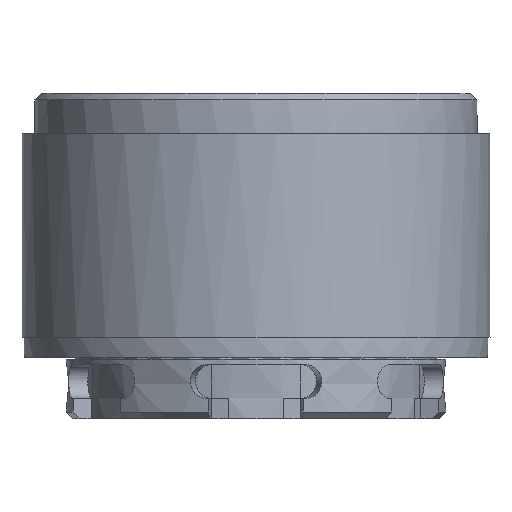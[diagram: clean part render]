
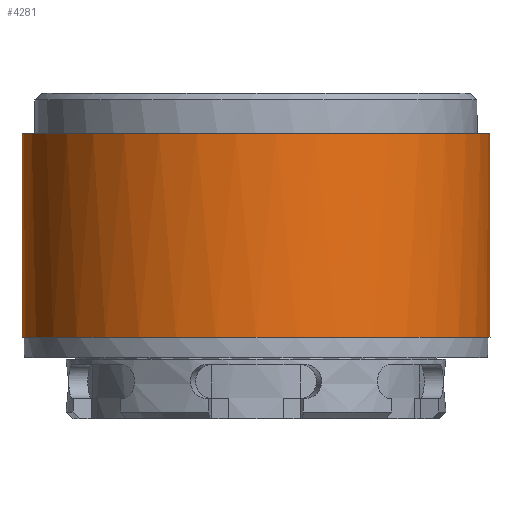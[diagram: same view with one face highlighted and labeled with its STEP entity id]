
A CAD part, left-side view. The second image highlights one B-rep face of the part: STEP entity #4281.
In plain terms, the highlighted cylindrical face has radius 17.25 mm (diameter 34.5 mm), a partial arc.
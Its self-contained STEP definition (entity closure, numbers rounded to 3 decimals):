
#78=CYLINDRICAL_SURFACE('',#4629,17.25);
#307=LINE('',#8043,#473);
#310=LINE('',#8049,#476);
#473=VECTOR('',#5400,1000.);
#476=VECTOR('',#5405,1000.);
#1289=ORIENTED_EDGE('',*,*,#1732,.F.);
#1290=ORIENTED_EDGE('',*,*,#1703,.T.);
#1291=ORIENTED_EDGE('',*,*,#1684,.T.);
#1292=ORIENTED_EDGE('',*,*,#1687,.T.);
#1293=ORIENTED_EDGE('',*,*,#1689,.T.);
#1294=ORIENTED_EDGE('',*,*,#1706,.F.);
#1684=EDGE_CURVE('',#1985,#1986,#2168,.T.);
#1687=EDGE_CURVE('',#1986,#1987,#2170,.T.);
#1689=EDGE_CURVE('',#1987,#1988,#2172,.T.);
#1703=EDGE_CURVE('',#1995,#1985,#307,.T.);
#1706=EDGE_CURVE('',#1996,#1988,#310,.T.);
#1732=EDGE_CURVE('',#1995,#1996,#2189,.T.);
#1985=VERTEX_POINT('',#8007);
#1986=VERTEX_POINT('',#8008);
#1987=VERTEX_POINT('',#8013);
#1988=VERTEX_POINT('',#8017);
#1995=VERTEX_POINT('',#8044);
#1996=VERTEX_POINT('',#8048);
#2168=CIRCLE('',#4585,17.25);
#2170=CIRCLE('',#4588,17.25);
#2172=CIRCLE('',#4591,17.25);
#2189=CIRCLE('',#4630,17.25);
#2430=EDGE_LOOP('',(#1289,#1290,#1291,#1292,#1293,#1294));
#2704=FACE_BOUND('',#2430,.T.);
#4281=ADVANCED_FACE('',(#2704),#78,.T.);
#4585=AXIS2_PLACEMENT_3D('',#8006,#5357,#5358);
#4588=AXIS2_PLACEMENT_3D('',#8012,#5364,#5365);
#4591=AXIS2_PLACEMENT_3D('',#8016,#5370,#5371);
#4629=AXIS2_PLACEMENT_3D('',#8103,#5472,#5473);
#4630=AXIS2_PLACEMENT_3D('',#8104,#5474,#5475);
#5357=DIRECTION('',(0.,0.,1.));
#5358=DIRECTION('',(1.,0.,0.));
#5364=DIRECTION('',(0.,0.,1.));
#5365=DIRECTION('',(1.,0.,0.));
#5370=DIRECTION('',(0.,0.,1.));
#5371=DIRECTION('',(1.,0.,0.));
#5400=DIRECTION('',(0.,0.,-1.));
#5405=DIRECTION('',(0.,0.,-1.));
#5472=DIRECTION('',(0.,0.,1.));
#5473=DIRECTION('',(1.,0.,0.));
#5474=DIRECTION('',(0.,0.,1.));
#5475=DIRECTION('',(1.,0.,0.));
#8006=CARTESIAN_POINT('',(0.,0.,-10.46));
#8007=CARTESIAN_POINT('',(11.579,12.786,-10.46));
#8008=CARTESIAN_POINT('',(5.95,16.191,-10.46));
#8012=CARTESIAN_POINT('',(0.,0.,-10.46));
#8013=CARTESIAN_POINT('',(5.95,-16.191,-10.46));
#8016=CARTESIAN_POINT('',(0.,0.,-10.46));
#8017=CARTESIAN_POINT('',(11.579,-12.786,-10.46));
#8043=CARTESIAN_POINT('',(11.579,12.786,4.54));
#8044=CARTESIAN_POINT('',(11.579,12.786,4.54));
#8048=CARTESIAN_POINT('',(11.579,-12.786,4.54));
#8049=CARTESIAN_POINT('',(11.579,-12.786,4.54));
#8103=CARTESIAN_POINT('',(0.,0.,49.54));
#8104=CARTESIAN_POINT('',(0.,0.,4.54));
